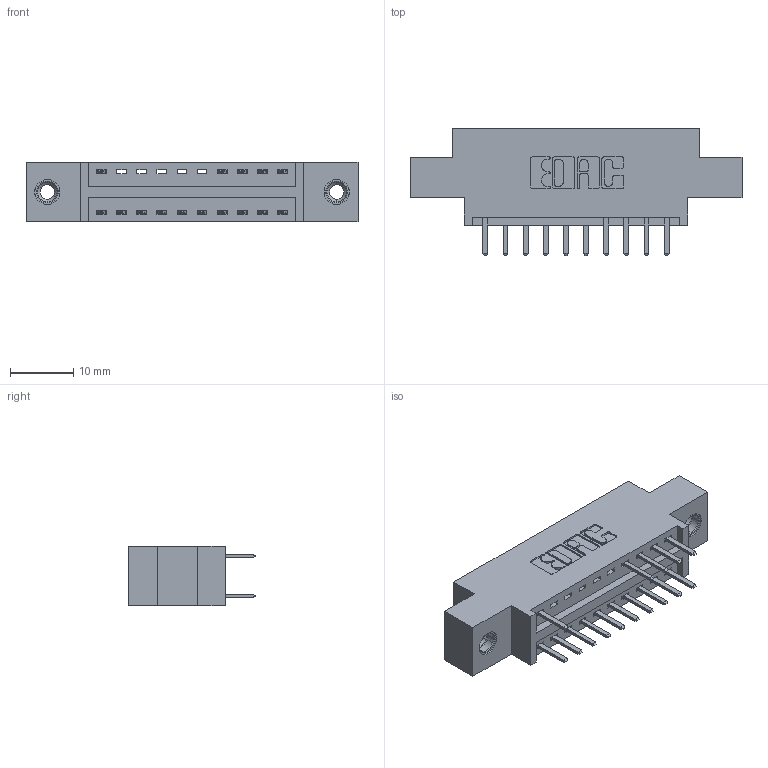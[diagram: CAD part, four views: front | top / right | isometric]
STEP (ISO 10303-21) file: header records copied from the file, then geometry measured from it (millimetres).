
FILE_DESCRIPTION (( 'STEP AP203' ), '1' );
FILE_NAME ('346-020-520-808.STEP', '2018-08-20T11:12:57', ( '' ), ( '' ), 'SwSTEP 2.0', 'SolidWorks 2016', '' );
FILE_SCHEMA (( 'CONFIG_CONTROL_DESIGN' ));
Length unit declared in the file: inch
Products named in the file (4): 346-020-520-808; 346 Part_0.170 Offset - 0.156 Dia-TI; 345-292-001_345-293-120; 345-250-001_345-250-003-102
Assembly tree (18 placements, depth 2):
  346-020-520-808
    346 Part_0.170 Offset - 0.156 Dia-TI
    345-292-001_345-293-120  x15
    345-250-001_345-250-003-102  x2
Bounding box: 52.32 x 20.02 x 9.4 mm (x, y, z)
Volume: 4641 mm3; surface area: 5801.1 mm2
Topology: 18 solids, 18 shells, 1056 faces, 3027 edges, 1970 vertices
Faces by surface type: plane 692, cylinder 348, cone 12, torus 4
Entity records: 12106 total; most frequent: CARTESIAN_POINT 2058, ORIENTED_EDGE 1978, DIRECTION 1873, EDGE_CURVE 989, VECTOR 793, LINE 793, VERTEX_POINT 652, AXIS2_PLACEMENT_3D 540
